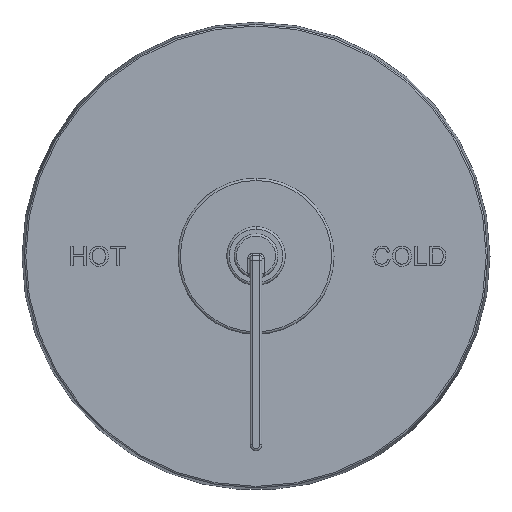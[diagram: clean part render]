
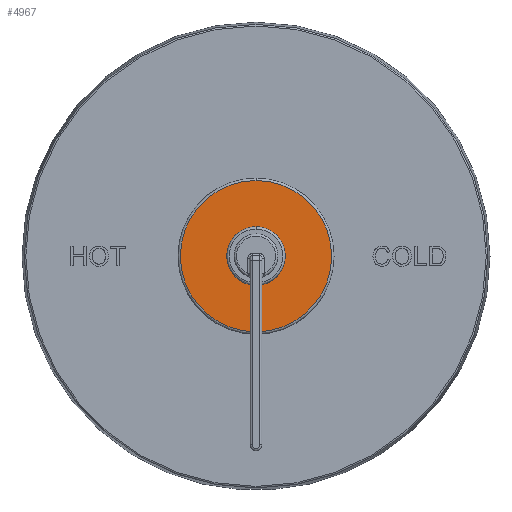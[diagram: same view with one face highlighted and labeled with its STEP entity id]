
A CAD part, top view. The second image highlights one B-rep face of the part: STEP entity #4967.
In plain terms, the highlighted face is planar.
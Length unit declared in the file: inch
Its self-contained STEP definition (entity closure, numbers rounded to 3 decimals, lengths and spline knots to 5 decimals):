
#4731=CARTESIAN_POINT('',(0.,0.2,0.));
#4732=DIRECTION('',(0.,-1.,0.));
#4733=DIRECTION('',(-1.,0.,0.));
#4734=AXIS2_PLACEMENT_3D('',#4731,#4732,#4733);
#4736=CARTESIAN_POINT('',(0.,0.2,0.));
#4737=DIRECTION('',(0.,-1.,0.));
#4738=DIRECTION('',(1.,0.,0.));
#4739=AXIS2_PLACEMENT_3D('',#4736,#4737,#4738);
#4741=CARTESIAN_POINT('',(0.,0.2,0.));
#4742=DIRECTION('',(0.,1.,0.));
#4743=DIRECTION('',(1.,0.,0.));
#4744=AXIS2_PLACEMENT_3D('',#4741,#4742,#4743);
#4746=CARTESIAN_POINT('',(0.,0.2,0.));
#4747=DIRECTION('',(0.,1.,0.));
#4748=DIRECTION('',(-1.,0.,0.));
#4749=AXIS2_PLACEMENT_3D('',#4746,#4747,#4748);
#4860=CARTESIAN_POINT('',(-0.35,0.2,0.));
#4861=VERTEX_POINT('',#4860);
#4862=CARTESIAN_POINT('',(0.35,0.2,0.));
#4863=VERTEX_POINT('',#4862);
#4868=CARTESIAN_POINT('',(0.97,0.2,0.));
#4869=CARTESIAN_POINT('',(-0.97,0.2,0.));
#4870=VERTEX_POINT('',#4868);
#4871=VERTEX_POINT('',#4869);
#4951=CARTESIAN_POINT('',(0.,0.2,0.));
#4952=DIRECTION('',(0.,-1.,0.));
#4953=DIRECTION('',(-1.,0.,0.));
#4954=AXIS2_PLACEMENT_3D('',#4951,#4952,#4953);
#4955=PLANE('',#4954);
#4956=ORIENTED_EDGE('',*,*,#4941,.F.);
#4958=ORIENTED_EDGE('',*,*,#4957,.F.);
#4959=EDGE_LOOP('',(#4956,#4958));
#4960=FACE_OUTER_BOUND('',#4959,.F.);
#4962=ORIENTED_EDGE('',*,*,#4961,.F.);
#4964=ORIENTED_EDGE('',*,*,#4963,.F.);
#4965=EDGE_LOOP('',(#4962,#4964));
#4966=FACE_BOUND('',#4965,.F.);
#4967=ADVANCED_FACE('',(#4960,#4966),#4955,.F.);
#4735=CIRCLE('',#4734,0.35);
#4740=CIRCLE('',#4739,0.35);
#4745=CIRCLE('',#4744,0.97);
#4750=CIRCLE('',#4749,0.97);
#4941=EDGE_CURVE('',#4870,#4871,#4745,.T.);
#4957=EDGE_CURVE('',#4871,#4870,#4750,.T.);
#4961=EDGE_CURVE('',#4861,#4863,#4735,.T.);
#4963=EDGE_CURVE('',#4863,#4861,#4740,.T.);
